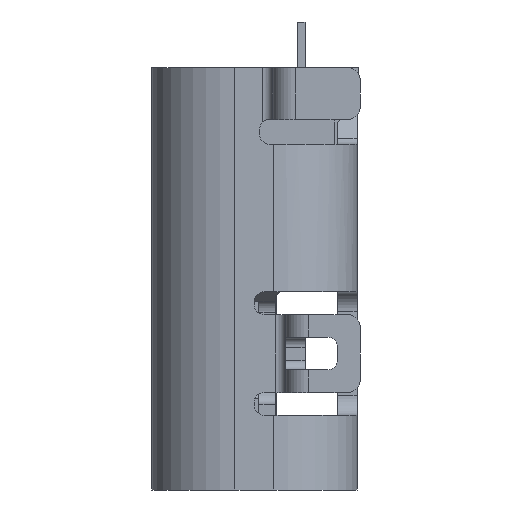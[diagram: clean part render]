
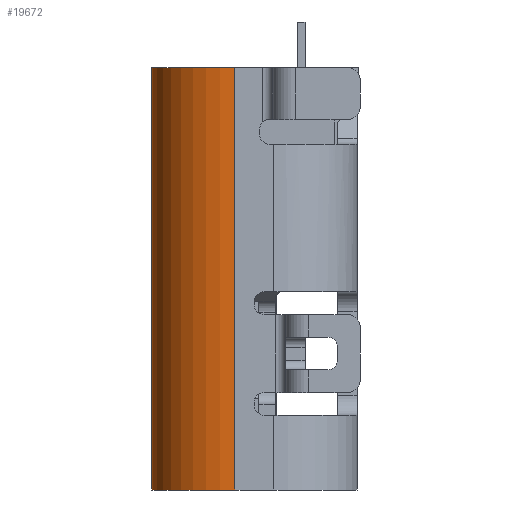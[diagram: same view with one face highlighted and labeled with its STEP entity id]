
A CAD part, left-side view. The second image highlights one B-rep face of the part: STEP entity #19672.
In plain terms, the highlighted cylindrical face has radius 1.28 mm (diameter 2.56 mm), a partial arc.
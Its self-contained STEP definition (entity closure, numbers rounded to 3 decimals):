
#5500=CARTESIAN_POINT('',(-3.19,-0.157,-3.6));
#5501=DIRECTION('',(0.,0.,-1.));
#5502=DIRECTION('',(-1.,0.,0.));
#5503=AXIS2_PLACEMENT_3D('',#5500,#5501,#5502);
#6218=CARTESIAN_POINT('',(-3.19,-0.157,2.9));
#6219=DIRECTION('',(0.,0.,1.));
#6220=DIRECTION('',(0.,1.,0.));
#6221=AXIS2_PLACEMENT_3D('',#6218,#6219,#6220);
#6418=DIRECTION('',(0.,0.,1.));
#6419=VECTOR('',#6418,6.5);
#6420=CARTESIAN_POINT('',(-4.47,-0.157,-3.6));
#6421=LINE('',#6420,#6419);
#6422=DIRECTION('',(0.,0.,-1.));
#6423=VECTOR('',#6422,6.5);
#6424=CARTESIAN_POINT('',(-3.19,1.123,2.9));
#6425=LINE('',#6424,#6423);
#10521=CARTESIAN_POINT('',(-3.19,1.123,
-3.6));
#10522=VERTEX_POINT('',#10521);
#10523=CARTESIAN_POINT('',(-3.19,1.123,
2.9));
#10524=VERTEX_POINT('',#10523);
#10525=CARTESIAN_POINT('',(-4.47,-0.157,2.9));
#10526=VERTEX_POINT('',#10525);
#10527=CARTESIAN_POINT('',(-4.47,-0.157,-3.6));
#10528=VERTEX_POINT('',#10527);
#19661=CARTESIAN_POINT('',(-3.19,-0.157,-2.1));
#19662=DIRECTION('',(0.,0.,-1.));
#19663=DIRECTION('',(-1.,0.,0.));
#19664=AXIS2_PLACEMENT_3D('',#19661,#19662,#19663);
#19665=CYLINDRICAL_SURFACE('',#19664,1.28);
#19666=ORIENTED_EDGE('',*,*,#19388,.T.);
#19667=ORIENTED_EDGE('',*,*,#18411,.F.);
#19668=ORIENTED_EDGE('',*,*,#18371,.T.);
#19669=ORIENTED_EDGE('',*,*,#17806,.F.);
#19670=EDGE_LOOP('',(#19666,#19667,#19668,#19669));
#19671=FACE_OUTER_BOUND('',#19670,.F.);
#19672=ADVANCED_FACE('',(#19671),#19665,.T.);
#5504=CIRCLE('',#5503,1.28);
#6222=CIRCLE('',#6221,1.28);
#17806=EDGE_CURVE('',#10524,#10522,#6425,.T.);
#18371=EDGE_CURVE('',#10528,#10522,#5504,.T.);
#18411=EDGE_CURVE('',#10528,#10526,#6421,.T.);
#19388=EDGE_CURVE('',#10524,#10526,#6222,.T.);
